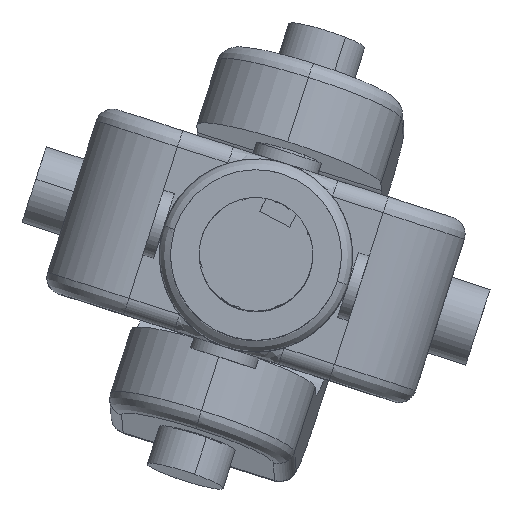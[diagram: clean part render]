
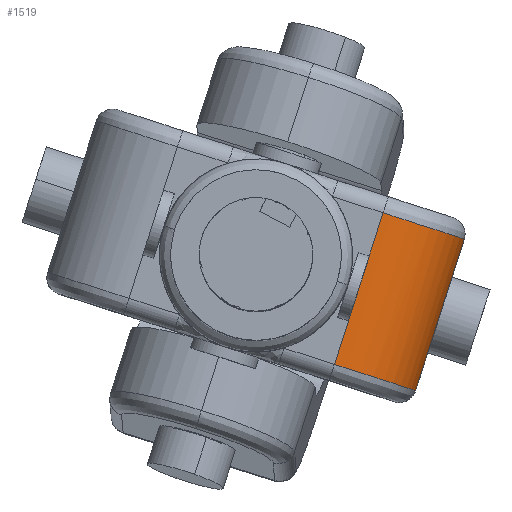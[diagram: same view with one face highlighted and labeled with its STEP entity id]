
A CAD part, top view. The second image highlights one B-rep face of the part: STEP entity #1519.
In plain terms, the highlighted free-form (B-spline) face has degree [2, 1] with [3, 2] control points.
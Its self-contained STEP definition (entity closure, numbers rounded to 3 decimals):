
#1478 = EDGE_CURVE('',#1479,#1481,#1483,.T.);
#1479 = VERTEX_POINT('',#1480);
#1480 = CARTESIAN_POINT('',(-116.307,44.871,
    12.745));
#1481 = VERTEX_POINT('',#1482);
#1482 = CARTESIAN_POINT('',(-105.621,78.142,
    12.745));
#1483 = B_SPLINE_CURVE_WITH_KNOTS('',1,(#1484,#1485),.UNSPECIFIED.,.F.,
  .F.,(2,2),(3.,31.),.PIECEWISE_BEZIER_KNOTS.);
#1484 = CARTESIAN_POINT('',(-116.307,44.871,
    12.745));
#1485 = CARTESIAN_POINT('',(-105.621,78.142,
    12.745));
#1519 = ADVANCED_FACE('',(#1520),#1544,.T.);
#1520 = FACE_BOUND('',#1521,.T.);
#1521 = EDGE_LOOP('',(#1522,#1531,#1537,#1538));
#1522 = ORIENTED_EDGE('',*,*,#1523,.F.);
#1523 = EDGE_CURVE('',#1524,#1526,#1528,.T.);
#1524 = VERTEX_POINT('',#1525);
#1525 = CARTESIAN_POINT('',(-134.131,50.595,
    31.465));
#1526 = VERTEX_POINT('',#1527);
#1527 = CARTESIAN_POINT('',(-123.445,83.866,
    31.465));
#1528 = B_SPLINE_CURVE_WITH_KNOTS('',1,(#1529,#1530),.UNSPECIFIED.,.F.,
  .F.,(2,2),(3.,31.),.PIECEWISE_BEZIER_KNOTS.);
#1529 = CARTESIAN_POINT('',(-134.131,50.595,
    31.465));
#1530 = CARTESIAN_POINT('',(-123.445,83.866,
    31.465));
#1531 = ORIENTED_EDGE('',*,*,#1532,.T.);
#1532 = EDGE_CURVE('',#1524,#1479,#1533,.T.);
#1533 = ( BOUNDED_CURVE() B_SPLINE_CURVE(2,(#1534,#1535,#1536),
.UNSPECIFIED.,.F.,.F.) B_SPLINE_CURVE_WITH_KNOTS((3,3),(0.,
1.571),.PIECEWISE_BEZIER_KNOTS.) CURVE() 
GEOMETRIC_REPRESENTATION_ITEM() RATIONAL_B_SPLINE_CURVE((1.,
0.707,1.)) REPRESENTATION_ITEM('') );
#1534 = CARTESIAN_POINT('',(-134.131,50.595,
    31.465));
#1535 = CARTESIAN_POINT('',(-116.307,44.871,
    31.465));
#1536 = CARTESIAN_POINT('',(-116.307,44.871,
    12.745));
#1537 = ORIENTED_EDGE('',*,*,#1478,.T.);
#1538 = ORIENTED_EDGE('',*,*,#1539,.T.);
#1539 = EDGE_CURVE('',#1481,#1526,#1540,.T.);
#1540 = ( BOUNDED_CURVE() B_SPLINE_CURVE(2,(#1541,#1542,#1543),
.UNSPECIFIED.,.F.,.F.) B_SPLINE_CURVE_WITH_KNOTS((3,3),(4.712,
6.283),.PIECEWISE_BEZIER_KNOTS.) CURVE() 
GEOMETRIC_REPRESENTATION_ITEM() RATIONAL_B_SPLINE_CURVE((1.,
0.707,1.)) REPRESENTATION_ITEM('') );
#1541 = CARTESIAN_POINT('',(-105.621,78.142,
    12.745));
#1542 = CARTESIAN_POINT('',(-105.621,78.142,
    31.465));
#1543 = CARTESIAN_POINT('',(-123.445,83.866,
    31.465));
#1544 = ( BOUNDED_SURFACE() B_SPLINE_SURFACE(2,1,(
    (#1545,#1546)
    ,(#1547,#1548)
    ,(#1549,#1550
)),.UNSPECIFIED.,.F.,.F.,.F.) B_SPLINE_SURFACE_WITH_KNOTS((3,3),(2,2),(
    3.142,4.712),(3.,31.),.PIECEWISE_BEZIER_KNOTS.) 
GEOMETRIC_REPRESENTATION_ITEM() RATIONAL_B_SPLINE_SURFACE((
    (1.,1.)
    ,(0.707,0.707)
,(1.,1.))) REPRESENTATION_ITEM('') SURFACE() );
#1545 = CARTESIAN_POINT('',(-134.131,50.595,
    31.465));
#1546 = CARTESIAN_POINT('',(-123.445,83.866,
    31.465));
#1547 = CARTESIAN_POINT('',(-116.307,44.871,
    31.465));
#1548 = CARTESIAN_POINT('',(-105.621,78.142,
    31.465));
#1549 = CARTESIAN_POINT('',(-116.307,44.871,
    12.745));
#1550 = CARTESIAN_POINT('',(-105.621,78.142,
    12.745));
